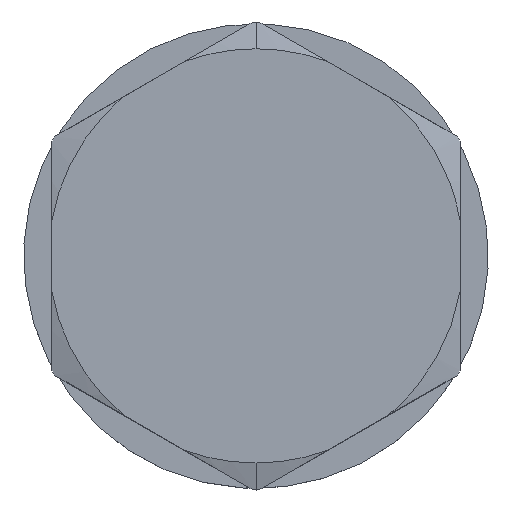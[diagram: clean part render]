
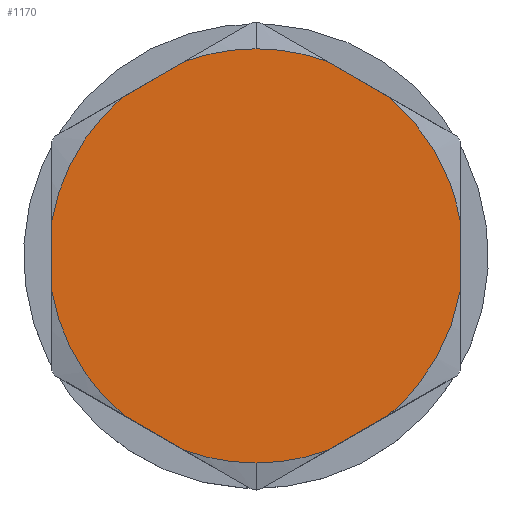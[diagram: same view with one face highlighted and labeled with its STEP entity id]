
A CAD part, top view. The second image highlights one B-rep face of the part: STEP entity #1170.
In plain terms, the highlighted planar face has unit normal (0, 0, 1).
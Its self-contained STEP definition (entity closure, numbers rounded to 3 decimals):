
#1058=AXIS2_PLACEMENT_3D('Circle Axis2P3D',#1056,#1057,$) ;
#1075=AXIS2_PLACEMENT_3D('Circle Axis2P3D',#1073,#1074,$) ;
#1088=AXIS2_PLACEMENT_3D('Plane Axis2P3D',#1085,#1086,#1087) ;
#569=CARTESIAN_POINT('Vertex',(1.583,15.072,21.)) ;
#591=CARTESIAN_POINT('Vertex',(1.582,11.105,21.)) ;
#594=CARTESIAN_POINT('Line Origine',(1.583,13.088,21.)) ;
#646=CARTESIAN_POINT('Vertex',(9.009,23.968,21.)) ;
#661=CARTESIAN_POINT('Vertex',(5.574,21.985,21.)) ;
#664=CARTESIAN_POINT('Line Origine',(7.291,22.976,21.)) ;
#740=CARTESIAN_POINT('Vertex',(20.426,21.985,21.)) ;
#755=CARTESIAN_POINT('Vertex',(16.991,23.968,21.)) ;
#758=CARTESIAN_POINT('Line Origine',(18.709,22.976,21.)) ;
#808=CARTESIAN_POINT('Vertex',(24.418,15.072,21.)) ;
#811=CARTESIAN_POINT('Line Origine',(24.418,13.089,21.)) ;
#815=CARTESIAN_POINT('Vertex',(24.418,11.105,21.)) ;
#880=CARTESIAN_POINT('Vertex',(16.991,2.209,21.)) ;
#895=CARTESIAN_POINT('Vertex',(20.426,4.192,21.)) ;
#898=CARTESIAN_POINT('Line Origine',(18.709,3.201,21.)) ;
#974=CARTESIAN_POINT('Vertex',(5.574,4.192,21.)) ;
#989=CARTESIAN_POINT('Vertex',(9.009,2.209,21.)) ;
#992=CARTESIAN_POINT('Line Origine',(7.291,3.201,21.)) ;
#1056=CARTESIAN_POINT('Axis2P3D Location',(13.,13.089,21.)) ;
#1073=CARTESIAN_POINT('Axis2P3D Location',(13.,13.089,21.)) ;
#1085=CARTESIAN_POINT('Axis2P3D Location',(13.,6.839,21.)) ;
#1091=CARTESIAN_POINT('Control Point',(20.426,21.985,21.)) ;
#1092=CARTESIAN_POINT('Control Point',(21.323,21.237,21.)) ;
#1093=CARTESIAN_POINT('Control Point',(22.125,20.376,21.)) ;
#1094=CARTESIAN_POINT('Control Point',(22.813,19.417,21.)) ;
#1095=CARTESIAN_POINT('Control Point',(23.596,17.973,21.)) ;
#1096=CARTESIAN_POINT('Control Point',(24.112,16.425,21.)) ;
#1097=CARTESIAN_POINT('Control Point',(24.236,15.979,21.)) ;
#1098=CARTESIAN_POINT('Control Point',(24.338,15.528,21.)) ;
#1099=CARTESIAN_POINT('Control Point',(24.418,15.072,21.)) ;
#1102=CARTESIAN_POINT('Control Point',(13.,24.677,21.)) ;
#1103=CARTESIAN_POINT('Control Point',(13.353,24.677,21.)) ;
#1104=CARTESIAN_POINT('Control Point',(13.705,24.664,21.)) ;
#1105=CARTESIAN_POINT('Control Point',(14.057,24.637,21.)) ;
#1106=CARTESIAN_POINT('Control Point',(14.867,24.544,21.)) ;
#1107=CARTESIAN_POINT('Control Point',(15.666,24.38,21.)) ;
#1108=CARTESIAN_POINT('Control Point',(16.115,24.265,21.)) ;
#1109=CARTESIAN_POINT('Control Point',(16.557,24.127,21.)) ;
#1110=CARTESIAN_POINT('Control Point',(16.991,23.968,21.)) ;
#1111=CARTESIAN_POINT('Vertex',(13.,24.677,21.)) ;
#1115=CARTESIAN_POINT('Control Point',(9.009,23.968,21.)) ;
#1116=CARTESIAN_POINT('Control Point',(9.774,24.249,21.)) ;
#1117=CARTESIAN_POINT('Control Point',(10.564,24.462,21.)) ;
#1118=CARTESIAN_POINT('Control Point',(11.37,24.605,21.)) ;
#1119=CARTESIAN_POINT('Control Point',(12.185,24.677,21.)) ;
#1120=CARTESIAN_POINT('Control Point',(13.,24.677,21.)) ;
#1123=CARTESIAN_POINT('Control Point',(13.,1.5,21.)) ;
#1124=CARTESIAN_POINT('Control Point',(12.647,1.5,21.)) ;
#1125=CARTESIAN_POINT('Control Point',(12.295,1.513,21.)) ;
#1126=CARTESIAN_POINT('Control Point',(11.943,1.54,21.)) ;
#1127=CARTESIAN_POINT('Control Point',(11.133,1.633,21.)) ;
#1128=CARTESIAN_POINT('Control Point',(10.334,1.797,21.)) ;
#1129=CARTESIAN_POINT('Control Point',(9.885,1.912,21.)) ;
#1130=CARTESIAN_POINT('Control Point',(9.443,2.05,21.)) ;
#1131=CARTESIAN_POINT('Control Point',(9.009,2.209,21.)) ;
#1132=CARTESIAN_POINT('Vertex',(13.,1.5,21.)) ;
#1136=CARTESIAN_POINT('Control Point',(16.991,2.209,21.)) ;
#1137=CARTESIAN_POINT('Control Point',(16.226,1.928,21.)) ;
#1138=CARTESIAN_POINT('Control Point',(15.436,1.715,21.)) ;
#1139=CARTESIAN_POINT('Control Point',(14.63,1.572,21.)) ;
#1140=CARTESIAN_POINT('Control Point',(13.815,1.5,21.)) ;
#1141=CARTESIAN_POINT('Control Point',(13.,1.5,21.)) ;
#1144=CARTESIAN_POINT('Control Point',(24.418,11.105,21.)) ;
#1145=CARTESIAN_POINT('Control Point',(24.218,9.955,21.)) ;
#1146=CARTESIAN_POINT('Control Point',(23.873,8.83,21.)) ;
#1147=CARTESIAN_POINT('Control Point',(23.388,7.754,21.)) ;
#1148=CARTESIAN_POINT('Control Point',(22.529,6.354,21.)) ;
#1149=CARTESIAN_POINT('Control Point',(21.446,5.133,21.)) ;
#1150=CARTESIAN_POINT('Control Point',(21.122,4.803,21.)) ;
#1151=CARTESIAN_POINT('Control Point',(20.781,4.489,21.)) ;
#1152=CARTESIAN_POINT('Control Point',(20.426,4.192,21.)) ;
#595=DIRECTION('Vector Direction',(0.,-1.,0.)) ;
#665=DIRECTION('Vector Direction',(-0.866,-0.5,0.)) ;
#759=DIRECTION('Vector Direction',(-0.866,0.5,0.)) ;
#812=DIRECTION('Vector Direction',(0.,1.,0.)) ;
#899=DIRECTION('Vector Direction',(0.866,0.5,0.)) ;
#993=DIRECTION('Vector Direction',(0.866,-0.5,0.)) ;
#1057=DIRECTION('Axis2P3D Direction',(0.,0.,-1.)) ;
#1074=DIRECTION('Axis2P3D Direction',(0.,0.,-1.)) ;
#1086=DIRECTION('Axis2P3D Direction',(0.,0.,1.)) ;
#1087=DIRECTION('Axis2P3D XDirection',(-1.,0.,0.)) ;
#596=VECTOR('Line Direction',#595,1.) ;
#666=VECTOR('Line Direction',#665,1.) ;
#760=VECTOR('Line Direction',#759,1.) ;
#813=VECTOR('Line Direction',#812,1.) ;
#900=VECTOR('Line Direction',#899,1.) ;
#994=VECTOR('Line Direction',#993,1.) ;
#1155=ORIENTED_EDGE('',*,*,#1100,.F.) ;
#1156=ORIENTED_EDGE('',*,*,#762,.T.) ;
#1157=ORIENTED_EDGE('',*,*,#1113,.F.) ;
#1158=ORIENTED_EDGE('',*,*,#1121,.F.) ;
#1159=ORIENTED_EDGE('',*,*,#668,.T.) ;
#1160=ORIENTED_EDGE('',*,*,#1060,.F.) ;
#1161=ORIENTED_EDGE('',*,*,#598,.T.) ;
#1162=ORIENTED_EDGE('',*,*,#1077,.F.) ;
#1163=ORIENTED_EDGE('',*,*,#996,.T.) ;
#1164=ORIENTED_EDGE('',*,*,#1134,.F.) ;
#1165=ORIENTED_EDGE('',*,*,#1142,.F.) ;
#1166=ORIENTED_EDGE('',*,*,#902,.T.) ;
#1167=ORIENTED_EDGE('',*,*,#1153,.F.) ;
#1168=ORIENTED_EDGE('',*,*,#817,.T.) ;
#1170=ADVANCED_FACE('M20x1.5 KORTAPA (TL15)_1\\Solid1',(#1169),#1089,.T.) ;
#1090=B_SPLINE_CURVE_WITH_KNOTS('',5,(#1091,#1092,#1093,#1094,#1095,#1096,#1097,#1098,#1099),.UNSPECIFIED.,.F.,.U.,(6,3,6),(0.,8.255,11.524),.UNSPECIFIED.) ;
#1101=B_SPLINE_CURVE_WITH_KNOTS('',5,(#1102,#1103,#1104,#1105,#1106,#1107,#1108,#1109,#1110),.UNSPECIFIED.,.F.,.U.,(6,3,6),(5.762,8.255,11.524),.UNSPECIFIED.) ;
#1114=B_SPLINE_CURVE_WITH_KNOTS('',5,(#1115,#1116,#1117,#1118,#1119,#1120),.UNSPECIFIED.,.F.,.U.,(6,6),(0.,5.762),.UNSPECIFIED.) ;
#1122=B_SPLINE_CURVE_WITH_KNOTS('',5,(#1123,#1124,#1125,#1126,#1127,#1128,#1129,#1130,#1131),.UNSPECIFIED.,.F.,.U.,(6,3,6),(5.762,8.255,11.524),.UNSPECIFIED.) ;
#1135=B_SPLINE_CURVE_WITH_KNOTS('',5,(#1136,#1137,#1138,#1139,#1140,#1141),.UNSPECIFIED.,.F.,.U.,(6,6),(0.,5.762),.UNSPECIFIED.) ;
#1143=B_SPLINE_CURVE_WITH_KNOTS('',5,(#1144,#1145,#1146,#1147,#1148,#1149,#1150,#1151,#1152),.UNSPECIFIED.,.F.,.U.,(6,3,6),(0.,8.255,11.524),.UNSPECIFIED.) ;
#1059=CIRCLE('generated circle',#1058,11.589) ;
#1076=CIRCLE('generated circle',#1075,11.589) ;
#598=EDGE_CURVE('',#570,#592,#597,.T.) ;
#668=EDGE_CURVE('',#647,#662,#667,.T.) ;
#762=EDGE_CURVE('',#741,#756,#761,.T.) ;
#817=EDGE_CURVE('',#816,#809,#814,.T.) ;
#902=EDGE_CURVE('',#881,#896,#901,.T.) ;
#996=EDGE_CURVE('',#975,#990,#995,.T.) ;
#1060=EDGE_CURVE('',#570,#662,#1059,.T.) ;
#1077=EDGE_CURVE('',#975,#592,#1076,.T.) ;
#1100=EDGE_CURVE('',#741,#809,#1090,.T.) ;
#1113=EDGE_CURVE('',#1112,#756,#1101,.T.) ;
#1121=EDGE_CURVE('',#647,#1112,#1114,.T.) ;
#1134=EDGE_CURVE('',#1133,#990,#1122,.T.) ;
#1142=EDGE_CURVE('',#881,#1133,#1135,.T.) ;
#1153=EDGE_CURVE('',#816,#896,#1143,.T.) ;
#1154=EDGE_LOOP('',(#1155,#1156,#1157,#1158,#1159,#1160,#1161,#1162,#1163,#1164,#1165,#1166,#1167,#1168)) ;
#1169=FACE_OUTER_BOUND('',#1154,.T.) ;
#597=LINE('Line',#594,#596) ;
#667=LINE('Line',#664,#666) ;
#761=LINE('Line',#758,#760) ;
#814=LINE('Line',#811,#813) ;
#901=LINE('Line',#898,#900) ;
#995=LINE('Line',#992,#994) ;
#1089=PLANE('',#1088) ;
#570=VERTEX_POINT('',#569) ;
#592=VERTEX_POINT('',#591) ;
#647=VERTEX_POINT('',#646) ;
#662=VERTEX_POINT('',#661) ;
#741=VERTEX_POINT('',#740) ;
#756=VERTEX_POINT('',#755) ;
#809=VERTEX_POINT('',#808) ;
#816=VERTEX_POINT('',#815) ;
#881=VERTEX_POINT('',#880) ;
#896=VERTEX_POINT('',#895) ;
#975=VERTEX_POINT('',#974) ;
#990=VERTEX_POINT('',#989) ;
#1112=VERTEX_POINT('',#1111) ;
#1133=VERTEX_POINT('',#1132) ;
